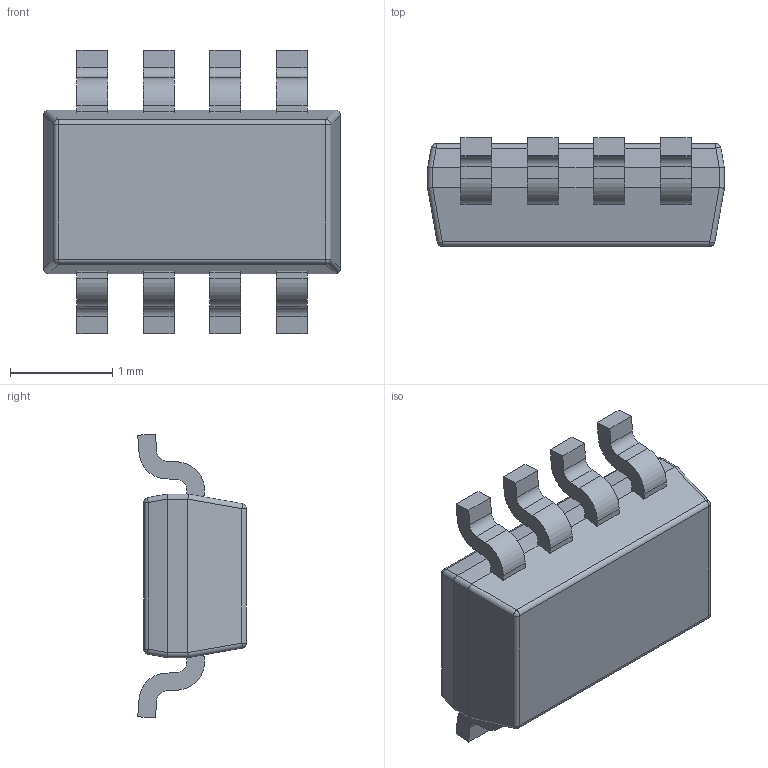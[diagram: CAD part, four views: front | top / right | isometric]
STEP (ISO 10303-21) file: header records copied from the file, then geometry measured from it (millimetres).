
FILE_DESCRIPTION(/* description */ ('Unknown'),/* implementation_level */ '2;1');
FILE_NAME(/* name */ 'SOT23-8',/* time_stamp */ '2022-08-25T17:03:42+08:00',/* author */ ('Unknown'),/* organization */ ('Unknown'),/* preprocessor_version */ 'ST-DEVELOPER v18.102',/* originating_system */ 'Solid Edge',/* authorisation */ 'Unknown');
FILE_SCHEMA (('AUTOMOTIVE_DESIGN {1 0 10303 214 3 1 1}'));
Length unit declared in the file: millimetre
Products named in the file (3): SOT23-8; LDF; Compound
Assembly tree (2 placements, depth 2):
  SOT23-8
    LDF
    Compound
Bounding box: 2.9 x 1.06 x 2.77 mm (x, y, z)
Volume: 5.1 mm3; surface area: 31.5 mm2
Topology: 9 solids, 9 shells, 230 faces, 620 edges, 400 vertices
Faces by surface type: plane 170, cylinder 52, sphere 8
Entity records: 8448 total; most frequent: CARTESIAN_POINT 1245, ORIENTED_EDGE 1224, DIRECTION 1190, EDGE_CURVE 612, LINE 500, VECTOR 500, VERTEX_POINT 400, AXIS2_PLACEMENT_3D 345
